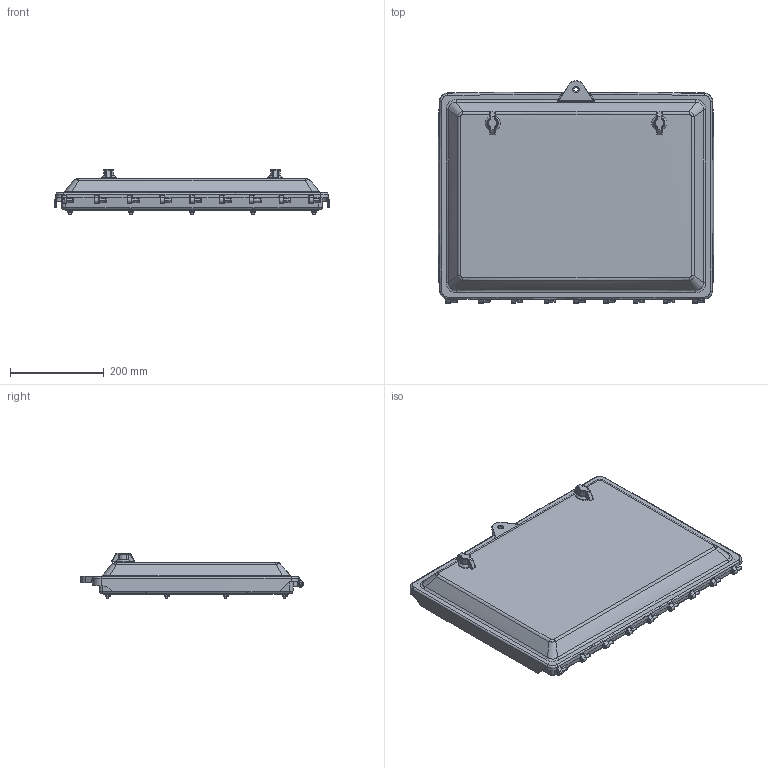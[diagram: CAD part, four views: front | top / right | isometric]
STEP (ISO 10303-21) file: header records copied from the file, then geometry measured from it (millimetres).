
FILE_DESCRIPTION (( 'STEP AP214' ), '1' );
FILE_NAME ('HMICVR2014.STEP', '2025-02-20T20:01:06', ( '' ), ( '' ), 'SwSTEP 2.0', 'SolidWorks 2024', '' );
FILE_SCHEMA (( 'AUTOMOTIVE_DESIGN' ));
Length unit declared in the file: inch
Products named in the file (1): HMICVR2014
Bounding box: 587.76 x 475.58 x 96.08 mm (x, y, z)
Volume: 2412305.8 mm3; surface area: 1469993.6 mm2
Topology: 74 solids, 74 shells, 3461 faces, 8320 edges, 5015 vertices
Faces by surface type: plane 1128, cylinder 810, bspline 745, cone 458, torus 238, sphere 82
Full cylindrical faces by diameter (mm): 0.075 x1, 0.531 x2, 2.1 x2, 4.826 x14, 5 x30, 5.08 x14, 5.1 x2, 5.5 x2, 6 x2, 6.35 x14, 7.62 x4, 7.925 x1, 8.331 x9, 9.398 x1, 9.474 x14, 9.525 x1, 10 x28, 13.5 x2, 15 x2, 19.8 x2, 20.376 x2, 21.5 x2, 32 x2
Entity records: 127539 total; most frequent: CARTESIAN_POINT 55802, ORIENTED_EDGE 15952, DIRECTION 12303, EDGE_CURVE 7976, VERTEX_POINT 4961, AXIS2_PLACEMENT_3D 4760, EDGE_LOOP 3947, FACE_OUTER_BOUND 3632
